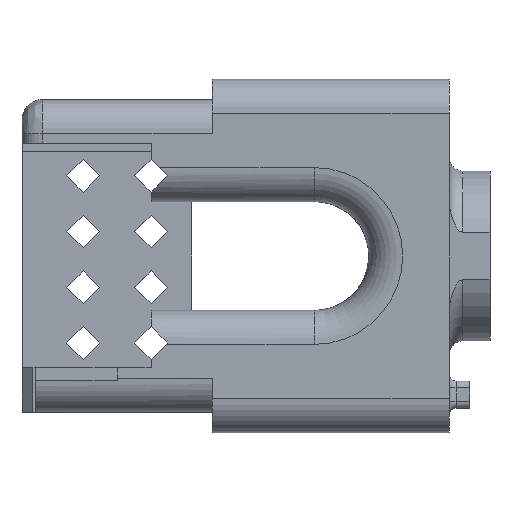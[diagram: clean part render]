
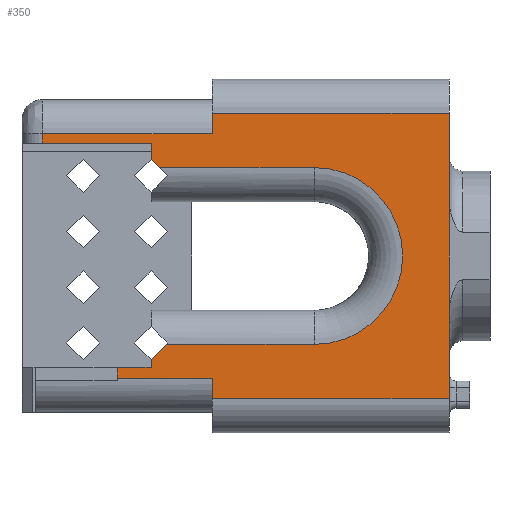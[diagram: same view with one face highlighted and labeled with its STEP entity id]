
A CAD part, front view. The second image highlights one B-rep face of the part: STEP entity #350.
In plain terms, the highlighted planar face has unit normal (0, -1, 0).
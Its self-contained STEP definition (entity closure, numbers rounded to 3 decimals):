
#91 = EDGE_CURVE('',#92,#94,#96,.T.);
#92 = VERTEX_POINT('',#93);
#93 = CARTESIAN_POINT('',(9.,-44.,-8.139));
#94 = VERTEX_POINT('',#95);
#95 = CARTESIAN_POINT('',(9.,-44.,-21.));
#96 = LINE('',#97,#98);
#97 = CARTESIAN_POINT('',(9.,-44.,12.362));
#98 = VECTOR('',#99,1.);
#99 = DIRECTION('',(0.,0.,-1.));
#350 = ADVANCED_FACE('',(#351),#505,.T.);
#351 = FACE_BOUND('',#352,.T.);
#352 = EDGE_LOOP('',(#353,#354,#362,#370,#378,#386,#394,#402,#410,#418,
    #426,#434,#443,#451,#459,#467,#475,#483,#491,#499));
#353 = ORIENTED_EDGE('',*,*,#91,.F.);
#354 = ORIENTED_EDGE('',*,*,#355,.F.);
#355 = EDGE_CURVE('',#356,#92,#358,.T.);
#356 = VERTEX_POINT('',#357);
#357 = CARTESIAN_POINT('',(9.,-44.,8.139));
#358 = LINE('',#359,#360);
#359 = CARTESIAN_POINT('',(9.,-44.,12.362));
#360 = VECTOR('',#361,1.);
#361 = DIRECTION('',(0.,0.,-1.));
#362 = ORIENTED_EDGE('',*,*,#363,.F.);
#363 = EDGE_CURVE('',#364,#356,#366,.T.);
#364 = VERTEX_POINT('',#365);
#365 = CARTESIAN_POINT('',(9.,-44.,21.));
#366 = LINE('',#367,#368);
#367 = CARTESIAN_POINT('',(9.,-44.,12.362));
#368 = VECTOR('',#369,1.);
#369 = DIRECTION('',(0.,0.,-1.));
#370 = ORIENTED_EDGE('',*,*,#371,.F.);
#371 = EDGE_CURVE('',#372,#364,#374,.T.);
#372 = VERTEX_POINT('',#373);
#373 = CARTESIAN_POINT('',(-25.85,-44.,21.));
#374 = LINE('',#375,#376);
#375 = CARTESIAN_POINT('',(-19.675,-44.,21.));
#376 = VECTOR('',#377,1.);
#377 = DIRECTION('',(1.,0.,0.));
#378 = ORIENTED_EDGE('',*,*,#379,.F.);
#379 = EDGE_CURVE('',#380,#372,#382,.T.);
#380 = VERTEX_POINT('',#381);
#381 = CARTESIAN_POINT('',(-25.85,-44.,18.));
#382 = LINE('',#383,#384);
#383 = CARTESIAN_POINT('',(-25.85,-44.,24.));
#384 = VECTOR('',#385,1.);
#385 = DIRECTION('',(0.,0.,1.));
#386 = ORIENTED_EDGE('',*,*,#387,.F.);
#387 = EDGE_CURVE('',#388,#380,#390,.T.);
#388 = VERTEX_POINT('',#389);
#389 = CARTESIAN_POINT('',(-50.85,-44.,18.));
#390 = LINE('',#391,#392);
#391 = CARTESIAN_POINT('',(-45.35,-44.,18.));
#392 = VECTOR('',#393,1.);
#393 = DIRECTION('',(1.,0.,0.));
#394 = ORIENTED_EDGE('',*,*,#395,.F.);
#395 = EDGE_CURVE('',#396,#388,#398,.T.);
#396 = VERTEX_POINT('',#397);
#397 = CARTESIAN_POINT('',(-50.85,-44.,16.6));
#398 = LINE('',#399,#400);
#399 = CARTESIAN_POINT('',(-50.85,-44.,-5.));
#400 = VECTOR('',#401,1.);
#401 = DIRECTION('',(0.,0.,1.));
#402 = ORIENTED_EDGE('',*,*,#403,.F.);
#403 = EDGE_CURVE('',#404,#396,#406,.T.);
#404 = VERTEX_POINT('',#405);
#405 = CARTESIAN_POINT('',(-34.85,-44.,16.6));
#406 = LINE('',#407,#408);
#407 = CARTESIAN_POINT('',(-29.85,-44.,16.6));
#408 = VECTOR('',#409,1.);
#409 = DIRECTION('',(-1.,0.,0.));
#410 = ORIENTED_EDGE('',*,*,#411,.T.);
#411 = EDGE_CURVE('',#404,#412,#414,.T.);
#412 = VERTEX_POINT('',#413);
#413 = CARTESIAN_POINT('',(-34.85,-44.,14.2));
#414 = LINE('',#415,#416);
#415 = CARTESIAN_POINT('',(-34.85,-44.,21.6));
#416 = VECTOR('',#417,1.);
#417 = DIRECTION('',(0.,0.,-1.));
#418 = ORIENTED_EDGE('',*,*,#419,.T.);
#419 = EDGE_CURVE('',#412,#420,#422,.T.);
#420 = VERTEX_POINT('',#421);
#421 = CARTESIAN_POINT('',(-33.625,-44.,13.));
#422 = LINE('',#423,#424);
#423 = CARTESIAN_POINT('',(-43.981,-44.,23.142));
#424 = VECTOR('',#425,1.);
#425 = DIRECTION('',(0.714,0.,-0.7));
#426 = ORIENTED_EDGE('',*,*,#427,.F.);
#427 = EDGE_CURVE('',#428,#420,#430,.T.);
#428 = VERTEX_POINT('',#429);
#429 = CARTESIAN_POINT('',(-10.85,-44.,13.));
#430 = LINE('',#431,#432);
#431 = CARTESIAN_POINT('',(-41.85,-44.,13.));
#432 = VECTOR('',#433,1.);
#433 = DIRECTION('',(-1.,0.,0.));
#434 = ORIENTED_EDGE('',*,*,#435,.F.);
#435 = EDGE_CURVE('',#436,#428,#438,.T.);
#436 = VERTEX_POINT('',#437);
#437 = CARTESIAN_POINT('',(-10.85,-44.,-13.));
#438 = CIRCLE('',#439,13.);
#439 = AXIS2_PLACEMENT_3D('',#440,#441,#442);
#440 = CARTESIAN_POINT('',(-10.85,-44.,0.));
#441 = DIRECTION('',(0.,-1.,0.));
#442 = DIRECTION('',(1.,0.,0.));
#443 = ORIENTED_EDGE('',*,*,#444,.F.);
#444 = EDGE_CURVE('',#445,#436,#447,.T.);
#445 = VERTEX_POINT('',#446);
#446 = CARTESIAN_POINT('',(-32.603,-44.,-13.));
#447 = LINE('',#448,#449);
#448 = CARTESIAN_POINT('',(-49.85,-44.,-13.));
#449 = VECTOR('',#450,1.);
#450 = DIRECTION('',(1.,0.,0.));
#451 = ORIENTED_EDGE('',*,*,#452,.T.);
#452 = EDGE_CURVE('',#445,#453,#455,.T.);
#453 = VERTEX_POINT('',#454);
#454 = CARTESIAN_POINT('',(-34.85,-44.,-15.2));
#455 = LINE('',#456,#457);
#456 = CARTESIAN_POINT('',(-31.234,-44.,-11.659));
#457 = VECTOR('',#458,1.);
#458 = DIRECTION('',(-0.714,0.,-0.7));
#459 = ORIENTED_EDGE('',*,*,#460,.T.);
#460 = EDGE_CURVE('',#453,#461,#463,.T.);
#461 = VERTEX_POINT('',#462);
#462 = CARTESIAN_POINT('',(-34.85,-44.,-16.4));
#463 = LINE('',#464,#465);
#464 = CARTESIAN_POINT('',(-34.85,-44.,21.6));
#465 = VECTOR('',#466,1.);
#466 = DIRECTION('',(0.,0.,-1.));
#467 = ORIENTED_EDGE('',*,*,#468,.T.);
#468 = EDGE_CURVE('',#461,#469,#471,.T.);
#469 = VERTEX_POINT('',#470);
#470 = CARTESIAN_POINT('',(-39.85,-44.,-16.4));
#471 = LINE('',#472,#473);
#472 = CARTESIAN_POINT('',(-49.85,-44.,-16.4));
#473 = VECTOR('',#474,1.);
#474 = DIRECTION('',(-1.,0.,0.));
#475 = ORIENTED_EDGE('',*,*,#476,.T.);
#476 = EDGE_CURVE('',#469,#477,#479,.T.);
#477 = VERTEX_POINT('',#478);
#478 = CARTESIAN_POINT('',(-39.85,-44.,-18.));
#479 = LINE('',#480,#481);
#480 = CARTESIAN_POINT('',(-39.85,-44.,12.5));
#481 = VECTOR('',#482,1.);
#482 = DIRECTION('',(0.,0.,-1.));
#483 = ORIENTED_EDGE('',*,*,#484,.F.);
#484 = EDGE_CURVE('',#485,#477,#487,.T.);
#485 = VERTEX_POINT('',#486);
#486 = CARTESIAN_POINT('',(-25.85,-44.,-18.));
#487 = LINE('',#488,#489);
#488 = CARTESIAN_POINT('',(-45.35,-44.,-18.));
#489 = VECTOR('',#490,1.);
#490 = DIRECTION('',(-1.,0.,0.));
#491 = ORIENTED_EDGE('',*,*,#492,.F.);
#492 = EDGE_CURVE('',#493,#485,#495,.T.);
#493 = VERTEX_POINT('',#494);
#494 = CARTESIAN_POINT('',(-25.85,-44.,-21.));
#495 = LINE('',#496,#497);
#496 = CARTESIAN_POINT('',(-25.85,-44.,12.5));
#497 = VECTOR('',#498,1.);
#498 = DIRECTION('',(0.,0.,1.));
#499 = ORIENTED_EDGE('',*,*,#500,.F.);
#500 = EDGE_CURVE('',#94,#493,#501,.T.);
#501 = LINE('',#502,#503);
#502 = CARTESIAN_POINT('',(-19.675,-44.,-21.));
#503 = VECTOR('',#504,1.);
#504 = DIRECTION('',(-1.,0.,0.));
#505 = PLANE('',#506);
#506 = AXIS2_PLACEMENT_3D('',#507,#508,#509);
#507 = CARTESIAN_POINT('',(-15.366,-44.,1.425));
#508 = DIRECTION('',(-0.,-1.,-0.));
#509 = DIRECTION('',(0.,0.,-1.));
